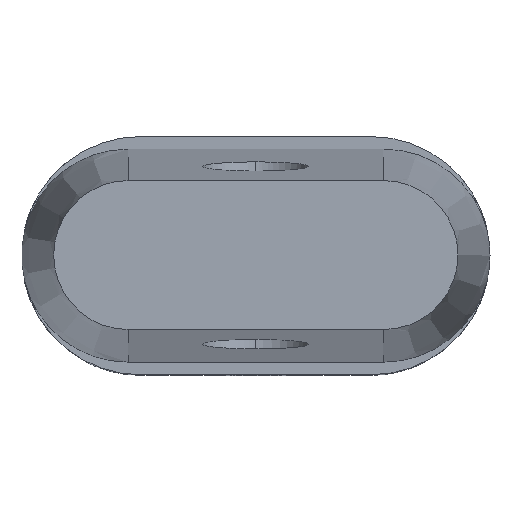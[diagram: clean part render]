
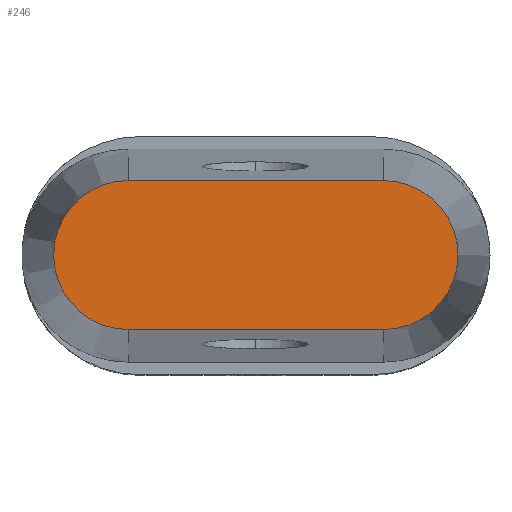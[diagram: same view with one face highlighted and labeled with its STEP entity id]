
A CAD part, top view. The second image highlights one B-rep face of the part: STEP entity #246.
In plain terms, the highlighted planar face has unit normal (0, 0, 1).
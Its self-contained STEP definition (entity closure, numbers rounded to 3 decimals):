
#21 = EDGE_LOOP ( 'NONE', ( #849, #171, #1212, #1124, #119 ) ) ;
#33 = DIRECTION ( 'NONE',  ( 1., 0., 0. ) ) ;
#35 = VERTEX_POINT ( 'NONE', #1158 ) ;
#48 = DIRECTION ( 'NONE',  ( 0., 0., 1. ) ) ;
#54 = DIRECTION ( 'NONE',  ( 0., 0., 1. ) ) ;
#58 = CARTESIAN_POINT ( 'NONE',  ( 15., 0., 40. ) ) ;
#62 = FACE_OUTER_BOUND ( 'NONE', #21, .T. ) ;
#98 = DIRECTION ( 'NONE',  ( 1., 0., 0. ) ) ;
#119 = ORIENTED_EDGE ( 'NONE', *, *, #353, .T. ) ;
#161 = CARTESIAN_POINT ( 'NONE',  ( -15., 8.75, 40. ) ) ;
#166 = DIRECTION ( 'NONE',  ( 1., 0., 0. ) ) ;
#171 = ORIENTED_EDGE ( 'NONE', *, *, #1193, .T. ) ;
#225 = CARTESIAN_POINT ( 'NONE',  ( 15., -8.75, 40. ) ) ;
#246 = ADVANCED_FACE ( 'NONE', ( #62 ), #469, .T. ) ;
#271 = EDGE_CURVE ( 'NONE', #891, #35, #310, .T. ) ;
#310 = CIRCLE ( 'NONE', #785, 8.75 ) ;
#317 = DIRECTION ( 'NONE',  ( 0., 0., 1. ) ) ;
#347 = VERTEX_POINT ( 'NONE', #161 ) ;
#353 = EDGE_CURVE ( 'NONE', #35, #347, #942, .T. ) ;
#459 = VECTOR ( 'NONE', #1302, 1000. ) ;
#469 = PLANE ( 'NONE',  #751 ) ;
#535 = AXIS2_PLACEMENT_3D ( 'NONE', #1196, #48, #33 ) ;
#539 = EDGE_CURVE ( 'NONE', #347, #897, #1072, .T. ) ;
#553 = CARTESIAN_POINT ( 'NONE',  ( -15., -8.75, 40. ) ) ;
#587 = CARTESIAN_POINT ( 'NONE',  ( -15., 8.75, 40. ) ) ;
#598 = AXIS2_PLACEMENT_3D ( 'NONE', #722, #317, #98 ) ;
#665 = CARTESIAN_POINT ( 'NONE',  ( -15., -8.75, 40. ) ) ;
#666 = VECTOR ( 'NONE', #1017, 1000. ) ;
#677 = CARTESIAN_POINT ( 'NONE',  ( -15., 0., 40. ) ) ;
#722 = CARTESIAN_POINT ( 'NONE',  ( -15., 0., 40. ) ) ;
#751 = AXIS2_PLACEMENT_3D ( 'NONE', #677, #54, #757 ) ;
#757 = DIRECTION ( 'NONE',  ( 1., 0., 0. ) ) ;
#785 = AXIS2_PLACEMENT_3D ( 'NONE', #58, #1240, #166 ) ;
#849 = ORIENTED_EDGE ( 'NONE', *, *, #539, .T. ) ;
#888 = LINE ( 'NONE', #553, #459 ) ;
#891 = VERTEX_POINT ( 'NONE', #1066 ) ;
#897 = VERTEX_POINT ( 'NONE', #665 ) ;
#942 = LINE ( 'NONE', #587, #666 ) ;
#1017 = DIRECTION ( 'NONE',  ( -1., 0., 0. ) ) ;
#1066 = CARTESIAN_POINT ( 'NONE',  ( 23.75, 0., 40. ) ) ;
#1072 = CIRCLE ( 'NONE', #598, 8.75 ) ;
#1124 = ORIENTED_EDGE ( 'NONE', *, *, #271, .T. ) ;
#1132 = CIRCLE ( 'NONE', #535, 8.75 ) ;
#1147 = VERTEX_POINT ( 'NONE', #225 ) ;
#1158 = CARTESIAN_POINT ( 'NONE',  ( 15., 8.75, 40. ) ) ;
#1193 = EDGE_CURVE ( 'NONE', #897, #1147, #888, .T. ) ;
#1196 = CARTESIAN_POINT ( 'NONE',  ( 15., 0., 40. ) ) ;
#1212 = ORIENTED_EDGE ( 'NONE', *, *, #1273, .T. ) ;
#1240 = DIRECTION ( 'NONE',  ( 0., 0., 1. ) ) ;
#1273 = EDGE_CURVE ( 'NONE', #1147, #891, #1132, .T. ) ;
#1302 = DIRECTION ( 'NONE',  ( 1., 0., 0. ) ) ;
